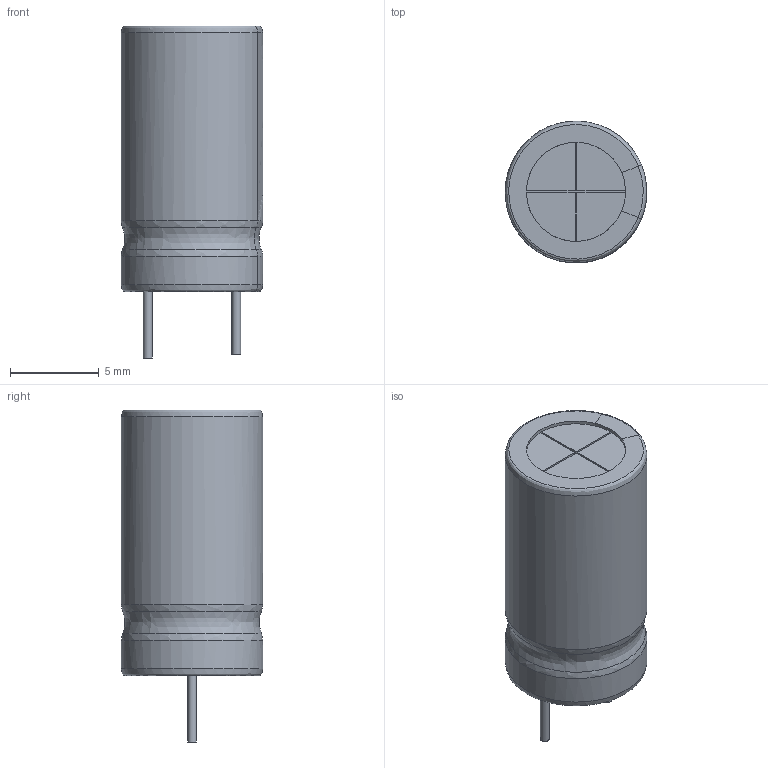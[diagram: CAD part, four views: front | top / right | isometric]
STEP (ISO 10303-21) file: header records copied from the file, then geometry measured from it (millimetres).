
FILE_DESCRIPTION(('FreeCAD Model'),'2;1');
FILE_NAME('Open CASCADE Shape Model','2021-06-24T15:36:47',('Author'),( ''),'Open CASCADE STEP processor 7.5','FreeCAD','Unknown');
FILE_SCHEMA(('AUTOMOTIVE_DESIGN { 1 0 10303 214 1 1 1 1 }'));
Length unit declared in the file: millimetre
Products named in the file (1): CP_Radial_D80mm_P500mm001
Bounding box: 8 x 7.99 x 18.75 mm (x, y, z)
Volume: 735.4 mm3; surface area: 551.9 mm2
Topology: 1 solids, 2 shells, 54 faces, 134 edges, 87 vertices
Faces by surface type: bspline 54
Entity records: 5421 total; most frequent: CARTESIAN_POINT 3331, B_SPLINE_CURVE_WITH_KNOTS 326, ORIENTED_EDGE 268, PCURVE 268, DEFINITIONAL_REPRESENTATION 268, EDGE_CURVE 134, SURFACE_CURVE 132, VERTEX_POINT 87
